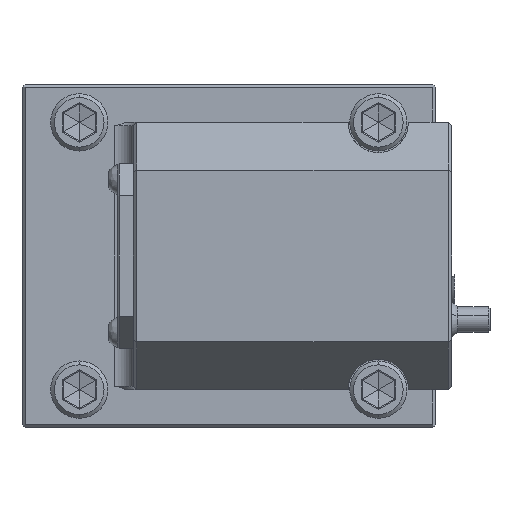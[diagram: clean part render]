
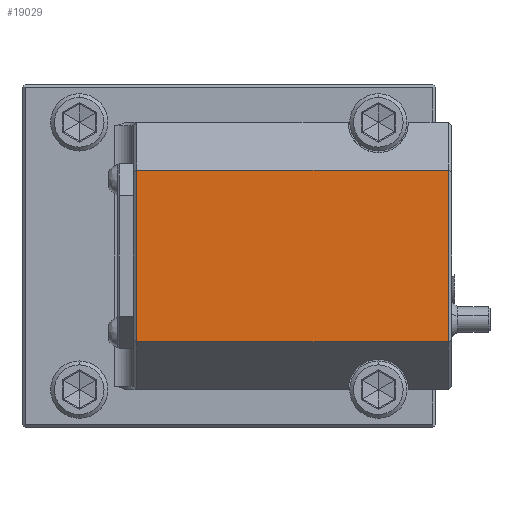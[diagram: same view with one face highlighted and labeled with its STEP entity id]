
A CAD part, front view. The second image highlights one B-rep face of the part: STEP entity #19029.
In plain terms, the highlighted planar face has unit normal (0, -1, 0).
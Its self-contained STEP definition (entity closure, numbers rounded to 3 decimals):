
#7038=DIRECTION('',(0.,0.,-1.));
#7039=VECTOR('',#7038,54.);
#7040=CARTESIAN_POINT('',(-29.,-110.,27.));
#7041=LINE('',#7040,#7039);
#7042=DIRECTION('',(-1.,0.,0.));
#7043=VECTOR('',#7042,98.);
#7044=CARTESIAN_POINT('',(69.,-110.,27.));
#7045=LINE('',#7044,#7043);
#7046=DIRECTION('',(0.,0.,1.));
#7047=VECTOR('',#7046,54.);
#7048=CARTESIAN_POINT('',(69.,-110.,-27.));
#7049=LINE('',#7048,#7047);
#7050=DIRECTION('',(1.,0.,0.));
#7051=VECTOR('',#7050,98.);
#7052=CARTESIAN_POINT('',(-29.,-110.,-27.));
#7053=LINE('',#7052,#7051);
#11679=CARTESIAN_POINT('',(-29.,-110.,27.));
#11681=VERTEX_POINT('',#11679);
#11689=CARTESIAN_POINT('',(-29.,-110.,-27.));
#11690=VERTEX_POINT('',#11689);
#11709=CARTESIAN_POINT('',(69.,-110.,-27.));
#11710=VERTEX_POINT('',#11709);
#11715=CARTESIAN_POINT('',(69.,-110.,27.));
#11716=VERTEX_POINT('',#11715);
#19018=CARTESIAN_POINT('',(0.,-110.,0.));
#19019=DIRECTION('',(0.,-1.,0.));
#19020=DIRECTION('',(-1.,0.,0.));
#19021=AXIS2_PLACEMENT_3D('',#19018,#19019,#19020);
#19022=PLANE('',#19021);
#19023=ORIENTED_EDGE('',*,*,#15369,.F.);
#19024=ORIENTED_EDGE('',*,*,#15402,.F.);
#19025=ORIENTED_EDGE('',*,*,#19012,.F.);
#19026=ORIENTED_EDGE('',*,*,#15339,.F.);
#19027=EDGE_LOOP('',(#19023,#19024,#19025,#19026));
#19028=FACE_OUTER_BOUND('',#19027,.F.);
#15339=EDGE_CURVE('',#11690,#11710,#7053,.T.);
#15369=EDGE_CURVE('',#11681,#11690,#7041,.T.);
#15402=EDGE_CURVE('',#11716,#11681,#7045,.T.);
#19012=EDGE_CURVE('',#11710,#11716,#7049,.T.);
#19029=ADVANCED_FACE('',(#19028),#19022,.T.);
